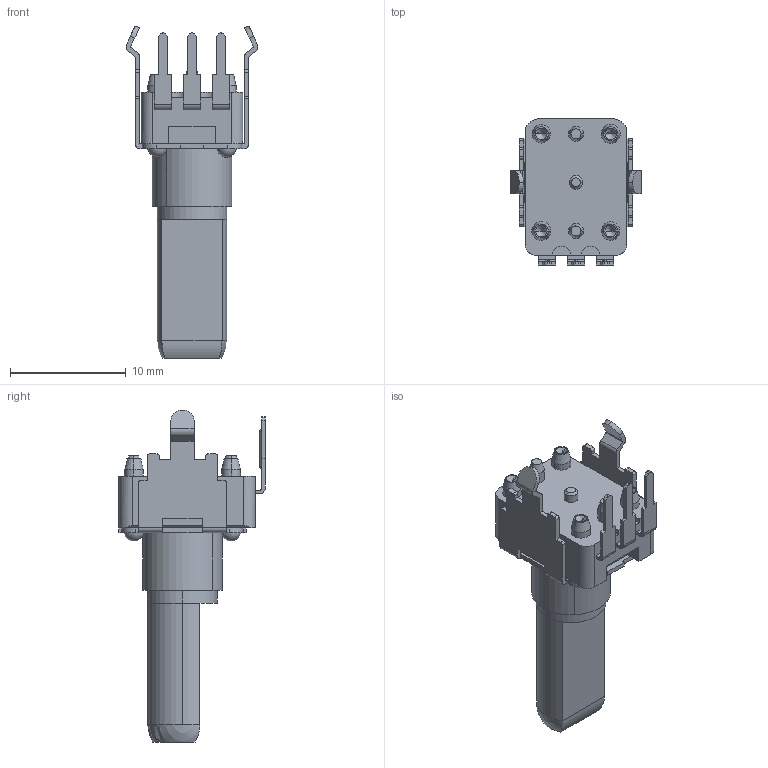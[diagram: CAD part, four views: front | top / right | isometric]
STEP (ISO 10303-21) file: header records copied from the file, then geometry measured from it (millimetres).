
FILE_DESCRIPTION(('FreeCAD Model'),'2;1');
FILE_NAME('Open CASCADE Shape Model','2025-02-11T15:32:54',('Author'),( ''),'Open CASCADE STEP processor 7.6','FreeCAD','Unknown');
FILE_SCHEMA(('AUTOMOTIVE_DESIGN { 1 0 10303 214 1 1 1 1 }'));
Length unit declared in the file: millimetre
Products named in the file (1): rk09d1130c3c
Bounding box: 11.4 x 12.65 x 28.7 mm (x, y, z)
Volume: 1034.7 mm3; surface area: 1100 mm2
Topology: 1 solids, 1 shells, 255 faces, 700 edges, 446 vertices
Faces by surface type: plane 136, cylinder 80, cone 22, sphere 17
Entity records: 9764 total; most frequent: CARTESIAN_POINT 1402, DIRECTION 1395, ORIENTED_EDGE 1356, EDGE_CURVE 678, AXIS2_PLACEMENT_3D 467, LINE 461, VECTOR 461, VERTEX_POINT 446
